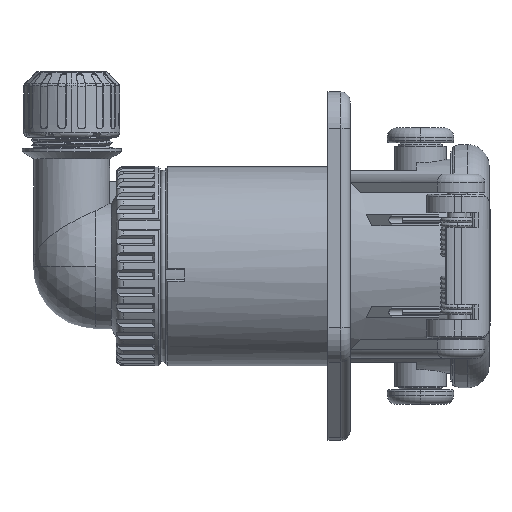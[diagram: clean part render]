
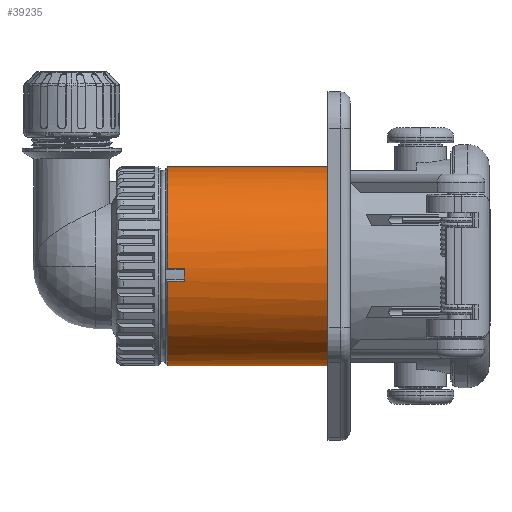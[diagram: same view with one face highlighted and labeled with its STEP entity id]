
A CAD part, front view. The second image highlights one B-rep face of the part: STEP entity #39235.
In plain terms, the highlighted cylindrical face has radius 27 mm (diameter 54 mm), a partial arc.
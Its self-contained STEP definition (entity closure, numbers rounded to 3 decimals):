
#12137=CARTESIAN_POINT('',(0.5,0.,0.));
#12138=DIRECTION('',(1.,0.,0.));
#12139=DIRECTION('',(0.,0.,1.));
#12140=AXIS2_PLACEMENT_3D('',#12137,#12138,#12139);
#12154=DIRECTION('',(1.,0.,0.));
#12155=VECTOR('',#12154,43.5);
#12156=CARTESIAN_POINT('',(0.5,0.,27.));
#12157=LINE('',#12156,#12155);
#12158=DIRECTION('',(1.,0.,0.));
#12159=VECTOR('',#12158,43.5);
#12160=CARTESIAN_POINT('',(0.5,0.,-27.));
#12161=LINE('',#12160,#12159);
#12162=DIRECTION('',(-1.,0.,0.));
#12163=VECTOR('',#12162,4.5);
#12164=CARTESIAN_POINT('',(5.,-26.993,-0.605));
#12165=LINE('',#12164,#12163);
#12166=CARTESIAN_POINT('',(5.,0.,0.));
#12167=DIRECTION('',(-1.,0.,0.));
#12168=DIRECTION('',(0.,-0.988,-0.152));
#12169=AXIS2_PLACEMENT_3D('',#12166,#12167,#12168);
#12188=DIRECTION('',(-1.,0.,0.));
#12189=VECTOR('',#12188,4.5);
#12190=CARTESIAN_POINT('',(5.,-26.688,-4.092));
#12191=LINE('',#12190,#12189);
#12192=CARTESIAN_POINT('',(0.5,0.,0.));
#12193=DIRECTION('',(1.,0.,0.));
#12194=DIRECTION('',(0.,-0.988,-0.152));
#12195=AXIS2_PLACEMENT_3D('',#12192,#12193,#12194);
#12399=CARTESIAN_POINT('',(44.,0.,0.));
#12400=DIRECTION('',(1.,0.,0.));
#12401=DIRECTION('',(0.,0.,1.));
#12402=AXIS2_PLACEMENT_3D('',#12399,#12400,#12401);
#25337=CARTESIAN_POINT('',(44.,0.,27.));
#25338=CARTESIAN_POINT('',(44.,0.,-27.));
#25339=VERTEX_POINT('',#25337);
#25340=VERTEX_POINT('',#25338);
#26011=CARTESIAN_POINT('',(5.,-26.688,-4.092));
#26012=CARTESIAN_POINT('',(5.,-26.993,-0.605));
#26013=VERTEX_POINT('',#26011);
#26014=VERTEX_POINT('',#26012);
#26047=CARTESIAN_POINT('',(0.5,0.,27.));
#26048=CARTESIAN_POINT('',(0.5,-26.993,-0.605));
#26049=VERTEX_POINT('',#26047);
#26050=VERTEX_POINT('',#26048);
#26059=CARTESIAN_POINT('',(0.5,-26.688,-4.092));
#26060=CARTESIAN_POINT('',(0.5,0.,-27.));
#26061=VERTEX_POINT('',#26059);
#26062=VERTEX_POINT('',#26060);
#39213=CARTESIAN_POINT('',(84.,0.,0.));
#39214=DIRECTION('',(-1.,0.,0.));
#39215=DIRECTION('',(0.,0.,-1.));
#39216=AXIS2_PLACEMENT_3D('',#39213,#39214,#39215);
#39217=CYLINDRICAL_SURFACE('',#39216,27.);
#39219=ORIENTED_EDGE('',*,*,#39218,.T.);
#39220=ORIENTED_EDGE('',*,*,#39203,.F.);
#39222=ORIENTED_EDGE('',*,*,#39221,.T.);
#39224=ORIENTED_EDGE('',*,*,#39223,.T.);
#39226=ORIENTED_EDGE('',*,*,#39225,.F.);
#39228=ORIENTED_EDGE('',*,*,#39227,.F.);
#39230=ORIENTED_EDGE('',*,*,#39229,.F.);
#39232=ORIENTED_EDGE('',*,*,#39231,.T.);
#39233=EDGE_LOOP('',(#39219,#39220,#39222,#39224,#39226,#39228,#39230,#39232));
#39234=FACE_OUTER_BOUND('',#39233,.F.);
#39235=ADVANCED_FACE('',(#39234),#39217,.T.);
#12141=CIRCLE('',#12140,27.);
#12170=CIRCLE('',#12169,27.);
#12196=CIRCLE('',#12195,27.);
#12403=CIRCLE('',#12402,27.);
#39203=EDGE_CURVE('',#26049,#26050,#12141,.T.);
#39218=EDGE_CURVE('',#26014,#26050,#12165,.T.);
#39221=EDGE_CURVE('',#26049,#25339,#12157,.T.);
#39223=EDGE_CURVE('',#25339,#25340,#12403,.T.);
#39225=EDGE_CURVE('',#26062,#25340,#12161,.T.);
#39227=EDGE_CURVE('',#26061,#26062,#12196,.T.);
#39229=EDGE_CURVE('',#26013,#26061,#12191,.T.);
#39231=EDGE_CURVE('',#26013,#26014,#12170,.T.);
